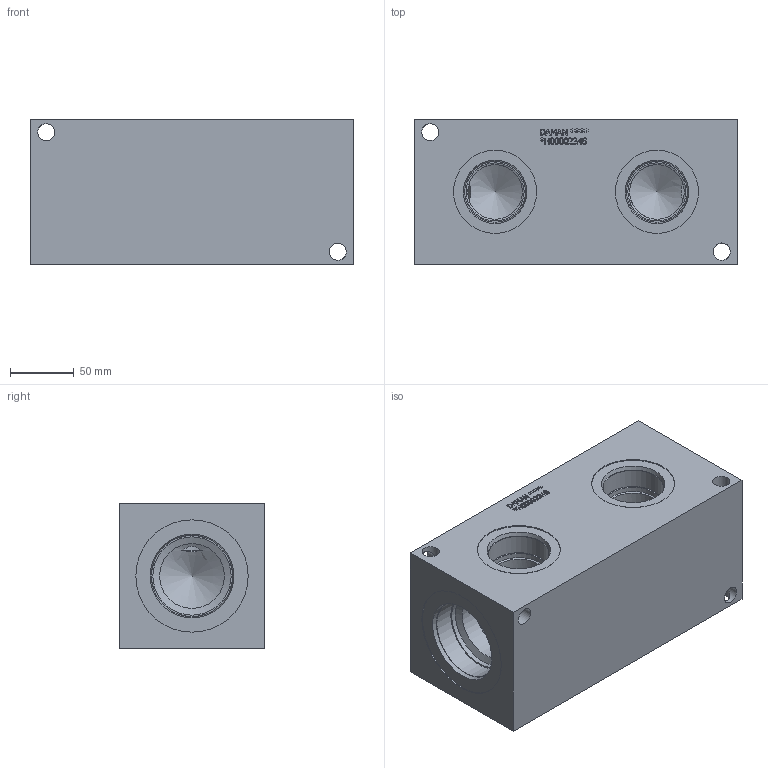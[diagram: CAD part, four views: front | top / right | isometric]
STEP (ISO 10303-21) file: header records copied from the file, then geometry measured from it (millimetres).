
FILE_DESCRIPTION(/* description */ (''),/* implementation_level */ '2;1');
FILE_NAME(/* name */ '_H0000224S.stp',/* time_stamp */ '2022-06-01T10:16:31-04:00',/* author */ ('bobbyh'),/* organization */ (''),/* preprocessor_version */ 'ST-DEVELOPER v18',/* originating_system */ 'Autodesk Inventor 2020',/* authorisation */ '');
FILE_SCHEMA (('AUTOMOTIVE_DESIGN { 1 0 10303 214 3 1 1 }'));
Length unit declared in the file: millimetre
Products named in the file (1): Part_+H0000224S_3D
Bounding box: 254 x 114.3 x 114.3 mm (x, y, z)
Volume: 2874492.7 mm3; surface area: 184302.3 mm2
Topology: 1 solids, 1 shells, 362 faces, 994 edges, 663 vertices
Faces by surface type: plane 224, bspline 94, cylinder 28, cone 16
Full cylindrical faces by diameter (mm): 13.487 x8, 42.875 x2, 45.568 x2, 47.625 x2, 48.057 x2, 50.8 x2, 61.443 x2, 63.5 x2, 63.957 x2, 65.126 x2, 88.138 x2
Entity records: 12301 total; most frequent: CARTESIAN_POINT 3292, ORIENTED_EDGE 1980, DIRECTION 1431, EDGE_CURVE 990, LINE 699, VECTOR 699, VERTEX_POINT 663, EDGE_LOOP 411
